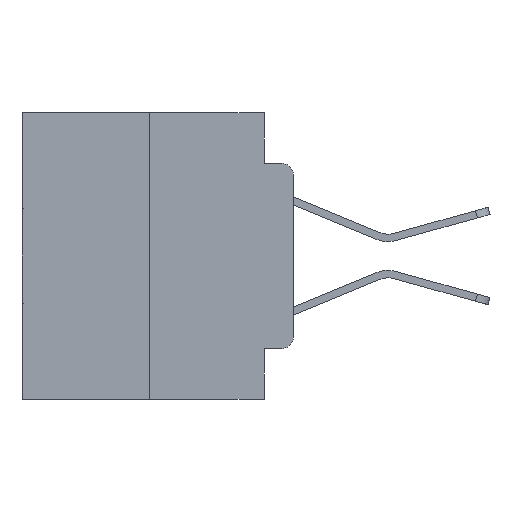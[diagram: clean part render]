
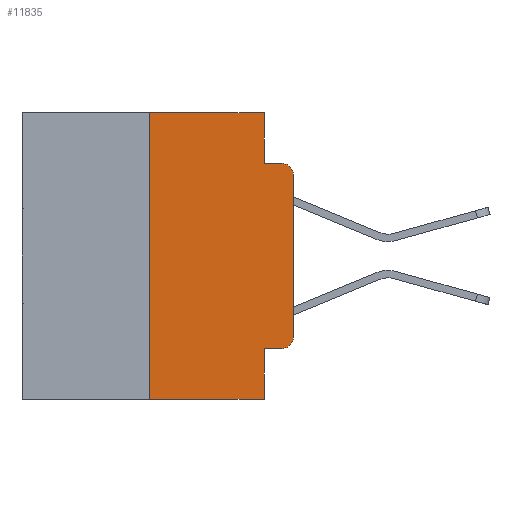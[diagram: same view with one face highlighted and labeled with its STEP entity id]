
A CAD part, left-side view. The second image highlights one B-rep face of the part: STEP entity #11835.
In plain terms, the highlighted planar face has unit normal (-1, 0, 0).
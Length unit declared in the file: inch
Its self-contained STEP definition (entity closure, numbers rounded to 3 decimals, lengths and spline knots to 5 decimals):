
#191 = DIRECTION ( 'NONE',  ( 0., 0., 1. ) ) ;
#392 = VECTOR ( 'NONE', #14153, 39.37008 ) ;
#503 = DIRECTION ( 'NONE',  ( 0., -1., 0. ) ) ;
#645 = EDGE_CURVE ( 'NONE', #6454, #11890, #25265, .T. ) ;
#1583 = CARTESIAN_POINT ( 'NONE',  ( 0., 0.25, -0.5 ) ) ;
#1623 = DIRECTION ( 'NONE',  ( 0., 0., -1. ) ) ;
#1968 = DIRECTION ( 'NONE',  ( 0., -1., 0. ) ) ;
#2353 = DIRECTION ( 'NONE',  ( 0., 0., -1. ) ) ;
#2757 = EDGE_CURVE ( 'NONE', #16849, #20464, #20676, .T. ) ;
#3049 = ORIENTED_EDGE ( 'NONE', *, *, #2757, .T. ) ;
#3108 = VECTOR ( 'NONE', #503, 39.37008 ) ;
#3362 = ORIENTED_EDGE ( 'NONE', *, *, #8973, .T. ) ;
#3759 = CARTESIAN_POINT ( 'NONE',  ( 0., 0.02, -0.3915 ) ) ;
#3766 = CARTESIAN_POINT ( 'NONE',  ( 0., 0.051, -0.4115 ) ) ;
#4605 = CARTESIAN_POINT ( 'NONE',  ( 0., 0.25, 0. ) ) ;
#5015 = VERTEX_POINT ( 'NONE', #3766 ) ;
#5114 = VECTOR ( 'NONE', #1968, 39.37008 ) ;
#5715 = EDGE_CURVE ( 'NONE', #21453, #11572, #28743, .T. ) ;
#6096 = DIRECTION ( 'NONE',  ( 0., 0., -1. ) ) ;
#6454 = VERTEX_POINT ( 'NONE', #4605 ) ;
#6651 = CARTESIAN_POINT ( 'NONE',  ( 0., 0., -0.3915 ) ) ;
#6676 = LINE ( 'NONE', #7512, #392 ) ;
#6746 = ORIENTED_EDGE ( 'NONE', *, *, #5715, .T. ) ;
#7512 = CARTESIAN_POINT ( 'NONE',  ( 0., 0.051, -0.4115 ) ) ;
#7613 = VECTOR ( 'NONE', #2353, 39.37008 ) ;
#7935 = VECTOR ( 'NONE', #13222, 39.37008 ) ;
#8010 = ORIENTED_EDGE ( 'NONE', *, *, #21396, .F. ) ;
#8345 = VECTOR ( 'NONE', #19449, 39.37008 ) ;
#8899 = CARTESIAN_POINT ( 'NONE',  ( 0., 0., 0. ) ) ;
#8973 = EDGE_CURVE ( 'NONE', #18009, #16849, #13783, .T. ) ;
#9140 = DIRECTION ( 'NONE',  ( 1., 0., 0. ) ) ;
#9249 = LINE ( 'NONE', #11900, #3108 ) ;
#10528 = CARTESIAN_POINT ( 'NONE',  ( 0., 0.051, 0. ) ) ;
#10999 = EDGE_CURVE ( 'NONE', #19419, #18009, #13710, .T. ) ;
#11572 = VERTEX_POINT ( 'NONE', #23709 ) ;
#11599 = VERTEX_POINT ( 'NONE', #25990 ) ;
#11835 = ADVANCED_FACE ( 'NONE', ( #12952 ), #22438, .F. ) ;
#11890 = VERTEX_POINT ( 'NONE', #20849 ) ;
#11900 = CARTESIAN_POINT ( 'NONE',  ( 0., 0.051, -0.0885 ) ) ;
#12952 = FACE_OUTER_BOUND ( 'NONE', #15771, .T. ) ;
#13222 = DIRECTION ( 'NONE',  ( 0., 0., 1. ) ) ;
#13392 = CARTESIAN_POINT ( 'NONE',  ( 0., 0., -0.1085 ) ) ;
#13484 = LINE ( 'NONE', #24754, #7613 ) ;
#13710 = CIRCLE ( 'NONE', #18313, 0.02 ) ;
#13783 = LINE ( 'NONE', #8899, #7935 ) ;
#14153 = DIRECTION ( 'NONE',  ( 0., -1., 0. ) ) ;
#14187 = LINE ( 'NONE', #10528, #8345 ) ;
#15205 = DIRECTION ( 'NONE',  ( -1., 0., 0. ) ) ;
#15771 = EDGE_LOOP ( 'NONE', ( #3362, #3049, #19702, #17123, #18089, #16976, #6746, #8010, #24018, #23314 ) ) ;
#16088 = CARTESIAN_POINT ( 'NONE',  ( 0., 0.25, 0. ) ) ;
#16646 = AXIS2_PLACEMENT_3D ( 'NONE', #28888, #9140, #24661 ) ;
#16849 = VERTEX_POINT ( 'NONE', #13392 ) ;
#16976 = ORIENTED_EDGE ( 'NONE', *, *, #22903, .F. ) ;
#17123 = ORIENTED_EDGE ( 'NONE', *, *, #25840, .F. ) ;
#17270 = LINE ( 'NONE', #16088, #22504 ) ;
#18009 = VERTEX_POINT ( 'NONE', #6651 ) ;
#18089 = ORIENTED_EDGE ( 'NONE', *, *, #645, .F. ) ;
#18313 = AXIS2_PLACEMENT_3D ( 'NONE', #3759, #19451, #6096 ) ;
#19380 = VECTOR ( 'NONE', #26533, 39.37008 ) ;
#19419 = VERTEX_POINT ( 'NONE', #23749 ) ;
#19449 = DIRECTION ( 'NONE',  ( 0., 0., -1. ) ) ;
#19451 = DIRECTION ( 'NONE',  ( -1., 0., 0. ) ) ;
#19472 = AXIS2_PLACEMENT_3D ( 'NONE', #28400, #15205, #1623 ) ;
#19702 = ORIENTED_EDGE ( 'NONE', *, *, #27280, .F. ) ;
#19922 = EDGE_CURVE ( 'NONE', #5015, #19419, #6676, .T. ) ;
#20464 = VERTEX_POINT ( 'NONE', #22721 ) ;
#20676 = CIRCLE ( 'NONE', #19472, 0.02 ) ;
#20849 = CARTESIAN_POINT ( 'NONE',  ( 0., 0.051, 0. ) ) ;
#21396 = EDGE_CURVE ( 'NONE', #5015, #11572, #14187, .T. ) ;
#21453 = VERTEX_POINT ( 'NONE', #1583 ) ;
#22357 = CARTESIAN_POINT ( 'NONE',  ( 0., 0.473, -0.5 ) ) ;
#22438 = PLANE ( 'NONE',  #16646 ) ;
#22504 = VECTOR ( 'NONE', #191, 39.37008 ) ;
#22721 = CARTESIAN_POINT ( 'NONE',  ( 0., 0.02, -0.0885 ) ) ;
#22903 = EDGE_CURVE ( 'NONE', #21453, #6454, #17270, .T. ) ;
#23314 = ORIENTED_EDGE ( 'NONE', *, *, #10999, .T. ) ;
#23709 = CARTESIAN_POINT ( 'NONE',  ( 0., 0.051, -0.5 ) ) ;
#23749 = CARTESIAN_POINT ( 'NONE',  ( 0., 0.02, -0.4115 ) ) ;
#24018 = ORIENTED_EDGE ( 'NONE', *, *, #19922, .T. ) ;
#24661 = DIRECTION ( 'NONE',  ( 0., 0., -1. ) ) ;
#24754 = CARTESIAN_POINT ( 'NONE',  ( 0., 0.051, 0. ) ) ;
#25244 = CARTESIAN_POINT ( 'NONE',  ( 0., 0.473, 0. ) ) ;
#25265 = LINE ( 'NONE', #25244, #19380 ) ;
#25840 = EDGE_CURVE ( 'NONE', #11890, #11599, #13484, .T. ) ;
#25990 = CARTESIAN_POINT ( 'NONE',  ( 0., 0.051, -0.0885 ) ) ;
#26533 = DIRECTION ( 'NONE',  ( 0., -1., 0. ) ) ;
#27280 = EDGE_CURVE ( 'NONE', #11599, #20464, #9249, .T. ) ;
#28400 = CARTESIAN_POINT ( 'NONE',  ( 0., 0.02, -0.1085 ) ) ;
#28743 = LINE ( 'NONE', #22357, #5114 ) ;
#28888 = CARTESIAN_POINT ( 'NONE',  ( 0., 0.473, 0. ) ) ;
